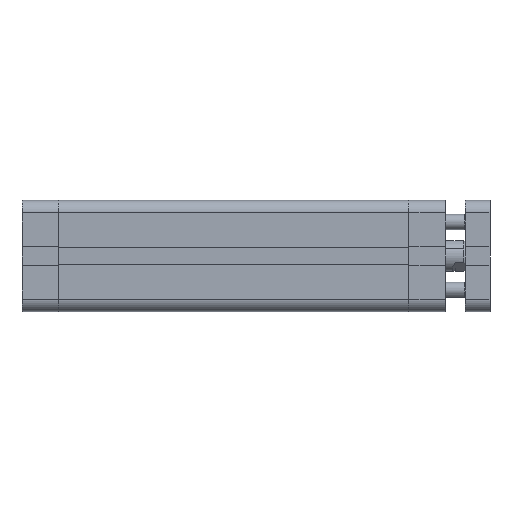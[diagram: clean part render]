
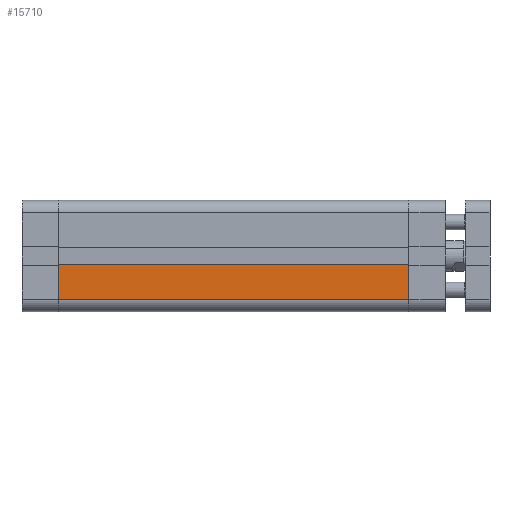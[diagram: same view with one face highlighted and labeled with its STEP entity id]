
A CAD part, front view. The second image highlights one B-rep face of the part: STEP entity #15710.
In plain terms, the highlighted planar face has unit normal (0, -1, 0).
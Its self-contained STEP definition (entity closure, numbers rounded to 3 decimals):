
#1029 = CARTESIAN_POINT ( 'NONE',  ( 113.501, -18., -2.8 ) ) ;
#3163 = VERTEX_POINT ( 'NONE', #24854 ) ;
#5206 = EDGE_CURVE ( 'NONE', #3163, #14039, #18248, .T. ) ;
#5485 = DIRECTION ( 'NONE',  ( 1., 0., 0. ) ) ;
#7216 = ORIENTED_EDGE ( 'NONE', *, *, #9813, .T. ) ;
#7603 = DIRECTION ( 'NONE',  ( 0., 1., 0. ) ) ;
#7701 = EDGE_LOOP ( 'NONE', ( #22904, #25838, #7216, #21333 ) ) ;
#8107 = VERTEX_POINT ( 'NONE', #12113 ) ;
#8148 = LINE ( 'NONE', #28345, #21391 ) ;
#9813 = EDGE_CURVE ( 'NONE', #16449, #14039, #27876, .T. ) ;
#10521 = VECTOR ( 'NONE', #25318, 1000. ) ;
#11892 = EDGE_CURVE ( 'NONE', #3163, #8107, #14667, .T. ) ;
#12113 = CARTESIAN_POINT ( 'NONE',  ( 0., -18., -2.8 ) ) ;
#14029 = CARTESIAN_POINT ( 'NONE',  ( 113.5, -18., -18. ) ) ;
#14039 = VERTEX_POINT ( 'NONE', #24831 ) ;
#14667 = LINE ( 'NONE', #1029, #10521 ) ;
#15710 = ADVANCED_FACE ( 'NONE', ( #25196 ), #27505, .F. ) ;
#16449 = VERTEX_POINT ( 'NONE', #22344 ) ;
#17208 = AXIS2_PLACEMENT_3D ( 'NONE', #18618, #7603, #27220 ) ;
#17437 = DIRECTION ( 'NONE',  ( 0., 0., -1. ) ) ;
#18248 = LINE ( 'NONE', #14029, #26434 ) ;
#18274 = VECTOR ( 'NONE', #5485, 1000. ) ;
#18618 = CARTESIAN_POINT ( 'NONE',  ( 113.5, -18., -18. ) ) ;
#21333 = ORIENTED_EDGE ( 'NONE', *, *, #5206, .F. ) ;
#21391 = VECTOR ( 'NONE', #17437, 1000. ) ;
#22309 = DIRECTION ( 'NONE',  ( 0., 0., -1. ) ) ;
#22344 = CARTESIAN_POINT ( 'NONE',  ( 0., -18., -14. ) ) ;
#22904 = ORIENTED_EDGE ( 'NONE', *, *, #11892, .T. ) ;
#23816 = CARTESIAN_POINT ( 'NONE',  ( 113.5, -18., -14. ) ) ;
#24831 = CARTESIAN_POINT ( 'NONE',  ( 113.5, -18., -14. ) ) ;
#24854 = CARTESIAN_POINT ( 'NONE',  ( 113.5, -18., -2.8 ) ) ;
#25196 = FACE_OUTER_BOUND ( 'NONE', #7701, .T. ) ;
#25318 = DIRECTION ( 'NONE',  ( -1., 0., 0. ) ) ;
#25838 = ORIENTED_EDGE ( 'NONE', *, *, #27154, .T. ) ;
#26434 = VECTOR ( 'NONE', #22309, 1000. ) ;
#27154 = EDGE_CURVE ( 'NONE', #8107, #16449, #8148, .T. ) ;
#27220 = DIRECTION ( 'NONE',  ( 0., 0., 1. ) ) ;
#27505 = PLANE ( 'NONE',  #17208 ) ;
#27876 = LINE ( 'NONE', #23816, #18274 ) ;
#28345 = CARTESIAN_POINT ( 'NONE',  ( 0., -18., -18. ) ) ;
